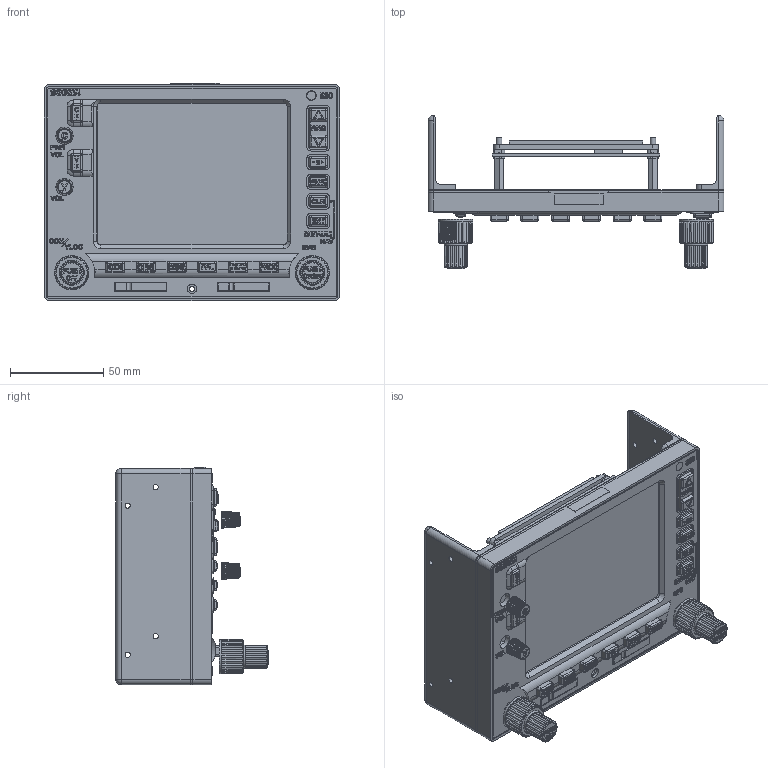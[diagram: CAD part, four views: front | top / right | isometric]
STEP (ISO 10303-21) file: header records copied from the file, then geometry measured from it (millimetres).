
FILE_DESCRIPTION(/* description */ (''),/* implementation_level */ '2;1');
FILE_NAME(/* name */ 'GNS 530 CAD v100.step',/* time_stamp */ '2024-08-21T13:38:40-06:00',/* author */ (''),/* organization */ (''),/* preprocessor_version */ 'ST-DEVELOPER v20',/* originating_system */ 'Autodesk Translation Framework v13.14.0.145',/* authorisation */ '');
FILE_SCHEMA (('AUTOMOTIVE_DESIGN { 1 0 10303 214 3 1 1 }'));
Products named in the file (35): GNS 530 CAD; GNS 530 Faceplate V1.2; Bunps/Texture; Text; 5" PCB Display Driver; GNS 530 5 inch Screen; Electronics; Buttons; Com; PROC; C (1) (1); C (1) (5); C (2); C (1) (3); C (1) (4); C (1) (2); OBS (1); CDI (1); C (3); C (1); GNS 530_Flippy Button experiment v3; Volume Knobs; C Knob; V Knob; PCB OUTLINE; GNS 530_SD Card v1; PCB Stack Mount; Standoffs; Standoff mf - M3 x 20 across flats 5mm; Buttons for Display; Button PCB Adapter; Encoder_Fine_Left; Encoder_Rough; Encoder_Fine_Right; Rough (1)
Assembly tree (39 placements, depth 3):
  GNS 530 CAD
    GNS 530 Faceplate V1.2
      Bunps/Texture
      GNS 530_SD Card v1  x2
      Text
    5" PCB Display Driver
    GNS 530 5 inch Screen
    Electronics
    Buttons
      Com
      PROC
      C (1) (1)
      C (1) (5)
      C (2)
      C (1) (3)
      C (1) (4)
      C (1) (2)
      OBS (1)
      CDI (1)
      C (3)
      C (1)
      GNS 530_Flippy Button experiment v3
    Volume Knobs
      C Knob
      V Knob
    PCB OUTLINE
    GNS 530_SD Card v1
    PCB Stack Mount
    Standoffs
      Standoff mf - M3 x 20 across flats 5mm  x4
    Buttons for Display
    Button PCB Adapter
    Encoder_Fine_Left
    Encoder_Rough
    Encoder_Fine_Right
    Rough (1)
Bounding box: 158.75 x 82 x 116.58 mm (x, y, z)
Volume: 209548.1 mm3; surface area: 164258.7 mm2
Topology: 91 solids, 91 shells, 4340 faces, 11513 edges, 7400 vertices
Faces by surface type: plane 1793, bspline 1622, cylinder 778, cone 98, torus 41, sphere 8
Full cylindrical faces by diameter (mm): 1 x2, 1.8 x4, 2.8 x10, 3 x8, 3.04 x4, 3.25 x8, 3.4 x4, 3.5 x10, 4.5 x2, 4.75 x1, 5 x1, 5.15 x1, 6 x2, 6.5 x2, 7.5 x2, 9 x2, 12.5 x2, 13.5 x2, 18 x2, 18.5 x2
Entity records: 155450 total; most frequent: CARTESIAN_POINT 59283, ORIENTED_EDGE 22426, DIRECTION 15052, EDGE_CURVE 11213, VERTEX_POINT 7268, LINE 5776, VECTOR 5776, AXIS2_PLACEMENT_3D 4638
